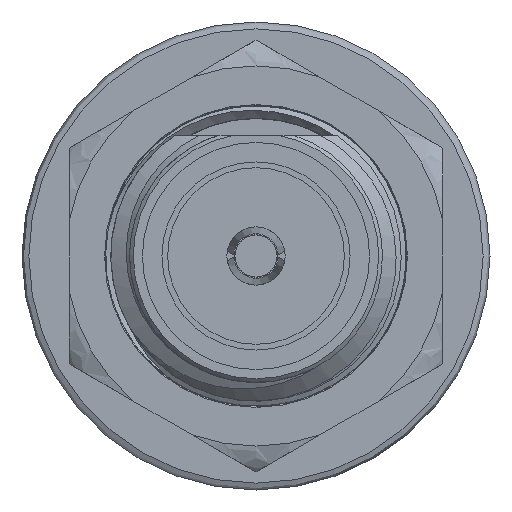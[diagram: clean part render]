
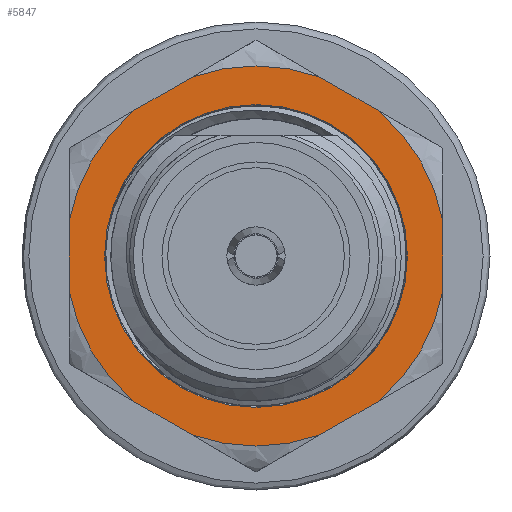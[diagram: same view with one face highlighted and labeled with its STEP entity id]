
A CAD part, front view. The second image highlights one B-rep face of the part: STEP entity #5847.
In plain terms, the highlighted planar face has unit normal (0, -1, 0).
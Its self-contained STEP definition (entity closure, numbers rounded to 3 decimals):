
#135=PLANE('',#6504);
#618=CIRCLE('',#6505,3.3);
#619=CIRCLE('',#6506,4.142);
#620=CIRCLE('',#6507,4.142);
#621=CIRCLE('',#6508,4.142);
#622=CIRCLE('',#6509,4.142);
#623=CIRCLE('',#6510,4.142);
#624=CIRCLE('',#6511,4.142);
#1679=ORIENTED_EDGE('',*,*,#2876,.T.);
#1680=ORIENTED_EDGE('',*,*,#2877,.F.);
#1681=ORIENTED_EDGE('',*,*,#2878,.T.);
#1682=ORIENTED_EDGE('',*,*,#2879,.F.);
#1683=ORIENTED_EDGE('',*,*,#2880,.T.);
#1684=ORIENTED_EDGE('',*,*,#2881,.F.);
#1685=ORIENTED_EDGE('',*,*,#2882,.T.);
#1686=ORIENTED_EDGE('',*,*,#2883,.F.);
#1687=ORIENTED_EDGE('',*,*,#2884,.T.);
#1688=ORIENTED_EDGE('',*,*,#2885,.F.);
#1689=ORIENTED_EDGE('',*,*,#2886,.T.);
#1690=ORIENTED_EDGE('',*,*,#2887,.F.);
#1691=ORIENTED_EDGE('',*,*,#2888,.T.);
#2876=EDGE_CURVE('',#3559,#3559,#618,.F.);
#2877=EDGE_CURVE('',#3560,#3561,#619,.F.);
#2878=EDGE_CURVE('',#3560,#3562,#4029,.T.);
#2879=EDGE_CURVE('',#3563,#3562,#620,.F.);
#2880=EDGE_CURVE('',#3563,#3564,#4030,.T.);
#2881=EDGE_CURVE('',#3565,#3564,#621,.F.);
#2882=EDGE_CURVE('',#3565,#3566,#4031,.T.);
#2883=EDGE_CURVE('',#3567,#3566,#622,.F.);
#2884=EDGE_CURVE('',#3567,#3568,#4032,.T.);
#2885=EDGE_CURVE('',#3569,#3568,#623,.F.);
#2886=EDGE_CURVE('',#3569,#3570,#4033,.T.);
#2887=EDGE_CURVE('',#3571,#3570,#624,.F.);
#2888=EDGE_CURVE('',#3571,#3561,#4034,.T.);
#3559=VERTEX_POINT('',#22393);
#3560=VERTEX_POINT('',#22395);
#3561=VERTEX_POINT('',#22396);
#3562=VERTEX_POINT('',#22398);
#3563=VERTEX_POINT('',#22400);
#3564=VERTEX_POINT('',#22402);
#3565=VERTEX_POINT('',#22404);
#3566=VERTEX_POINT('',#22406);
#3567=VERTEX_POINT('',#22408);
#3568=VERTEX_POINT('',#22410);
#3569=VERTEX_POINT('',#22412);
#3570=VERTEX_POINT('',#22414);
#3571=VERTEX_POINT('',#22416);
#4029=LINE('',#22397,#4295);
#4030=LINE('',#22401,#4296);
#4031=LINE('',#22405,#4297);
#4032=LINE('',#22409,#4298);
#4033=LINE('',#22413,#4299);
#4034=LINE('',#22417,#4300);
#4295=VECTOR('',#7623,1000.);
#4296=VECTOR('',#7626,1000.);
#4297=VECTOR('',#7629,1000.);
#4298=VECTOR('',#7632,1000.);
#4299=VECTOR('',#7635,1000.);
#4300=VECTOR('',#7638,1000.);
#4611=EDGE_LOOP('',(#1679));
#4612=EDGE_LOOP('',(#1680,#1681,#1682,#1683,#1684,#1685,#1686,#1687,#1688,
#1689,#1690,#1691));
#5180=FACE_BOUND('',#4611,.T.);
#5181=FACE_BOUND('',#4612,.T.);
#5847=ADVANCED_FACE('',(#5180,#5181),#135,.T.);
#6504=AXIS2_PLACEMENT_3D('',#22391,#7617,#7618);
#6505=AXIS2_PLACEMENT_3D('',#22392,#7619,#7620);
#6506=AXIS2_PLACEMENT_3D('',#22394,#7621,#7622);
#6507=AXIS2_PLACEMENT_3D('',#22399,#7624,#7625);
#6508=AXIS2_PLACEMENT_3D('',#22403,#7627,#7628);
#6509=AXIS2_PLACEMENT_3D('',#22407,#7630,#7631);
#6510=AXIS2_PLACEMENT_3D('',#22411,#7633,#7634);
#6511=AXIS2_PLACEMENT_3D('',#22415,#7636,#7637);
#7617=DIRECTION('',(0.,-1.,0.));
#7618=DIRECTION('',(1.,0.,0.));
#7619=DIRECTION('',(0.,-1.,0.));
#7620=DIRECTION('',(1.,0.,0.));
#7621=DIRECTION('',(0.,-1.,0.));
#7622=DIRECTION('',(1.,0.,0.));
#7623=DIRECTION('',(0.,0.,1.));
#7624=DIRECTION('',(0.,-1.,0.));
#7625=DIRECTION('',(1.,0.,0.));
#7626=DIRECTION('',(-0.866,0.,0.5));
#7627=DIRECTION('',(0.,-1.,0.));
#7628=DIRECTION('',(1.,0.,0.));
#7629=DIRECTION('',(-0.866,0.,-0.5));
#7630=DIRECTION('',(0.,-1.,0.));
#7631=DIRECTION('',(1.,0.,0.));
#7632=DIRECTION('',(0.,0.,-1.));
#7633=DIRECTION('',(0.,-1.,0.));
#7634=DIRECTION('',(1.,0.,0.));
#7635=DIRECTION('',(0.866,0.,-0.5));
#7636=DIRECTION('',(0.,-1.,0.));
#7637=DIRECTION('',(1.,0.,0.));
#7638=DIRECTION('',(0.866,0.,0.5));
#22391=CARTESIAN_POINT('',(0.,-73.45,0.));
#22392=CARTESIAN_POINT('',(0.,-73.45,0.));
#22393=CARTESIAN_POINT('',(3.3,-73.45,0.));
#22394=CARTESIAN_POINT('',(0.,-73.45,0.));
#22395=CARTESIAN_POINT('',(4.075,-73.45,-0.744));
#22396=CARTESIAN_POINT('',(2.682,-73.45,-3.157));
#22397=CARTESIAN_POINT('',(4.075,-73.45,-2.353));
#22398=CARTESIAN_POINT('',(4.075,-73.45,0.744));
#22399=CARTESIAN_POINT('',(0.,-73.45,0.));
#22400=CARTESIAN_POINT('',(2.682,-73.45,3.157));
#22401=CARTESIAN_POINT('',(4.075,-73.45,2.353));
#22402=CARTESIAN_POINT('',(1.393,-73.45,3.901));
#22403=CARTESIAN_POINT('',(0.,-73.45,0.));
#22404=CARTESIAN_POINT('',(-1.393,-73.45,3.901));
#22405=CARTESIAN_POINT('',(0.,-73.45,4.705));
#22406=CARTESIAN_POINT('',(-2.682,-73.45,3.157));
#22407=CARTESIAN_POINT('',(0.,-73.45,0.));
#22408=CARTESIAN_POINT('',(-4.075,-73.45,0.744));
#22409=CARTESIAN_POINT('',(-4.075,-73.45,2.353));
#22410=CARTESIAN_POINT('',(-4.075,-73.45,-0.744));
#22411=CARTESIAN_POINT('',(0.,-73.45,0.));
#22412=CARTESIAN_POINT('',(-2.682,-73.45,-3.157));
#22413=CARTESIAN_POINT('',(-4.075,-73.45,-2.353));
#22414=CARTESIAN_POINT('',(-1.393,-73.45,-3.901));
#22415=CARTESIAN_POINT('',(0.,-73.45,0.));
#22416=CARTESIAN_POINT('',(1.393,-73.45,-3.901));
#22417=CARTESIAN_POINT('',(0.,-73.45,-4.705));
